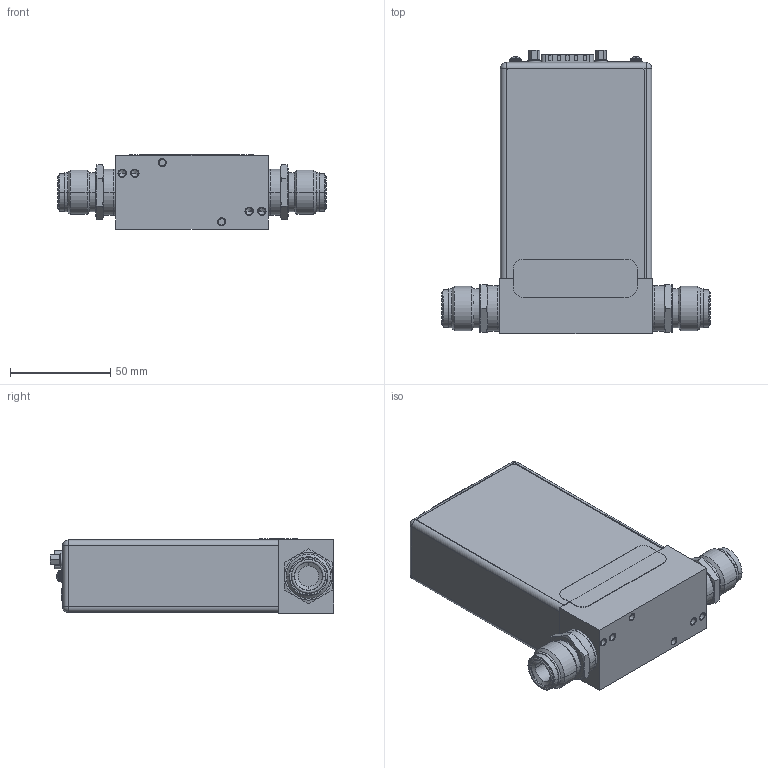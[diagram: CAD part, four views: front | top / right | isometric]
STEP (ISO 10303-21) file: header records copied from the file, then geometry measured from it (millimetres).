
FILE_DESCRIPTION((''),'2;1');
FILE_NAME('GM100A_15-PIN_ANALOG_8VCR_ASM','2016-08-31T',('cockrofm'),(''),'PRO/ENGINEER BY PARAMETRIC TECHNOLOGY CORPORATION, 2016100','PRO/ENGINEER BY PARAMETRIC TECHNOLOGY CORPORATION, 2016100','');
FILE_SCHEMA(('CONFIG_CONTROL_DESIGN'));
Length unit declared in the file: inch
Products named in the file (28): PRT0019; PRT0020; PRT0021; PRT0022; PRT0023; ASM0009_ASM_ASM; 1046431_10-PIN_HEADER_ASM_1_ASM_ASM; 1046651_20-PIN_CONN_ASM_1_ASM_A_ASM; PRT0024; PRT0025; PRT0026; 1046609_CCA_ASSY_ASM_1_ASM_ASM_ASM; ASM0010_ASM; PRT0027; PRT0028; PRT0029; PRT0030; PRT0031; PRT0032; PRT0033; PRT0034; PRT0035; 1054200_100SLM_DUMMY_ASM_1_ASM__ASM; PRT0001; GM100A_15-PIN_4VCR_ASM_ASM_ASM; PRT0004; GM100A_15-PIN_8VCR_ASM_ASM; GM100A_15-PIN_ANALOG_8VCR_ASM
Assembly tree (41 placements, depth 9):
  GM100A_15-PIN_ANALOG_8VCR_ASM
    GM100A_15-PIN_8VCR_ASM_ASM
      GM100A_15-PIN_4VCR_ASM_ASM_ASM
        1054200_100SLM_DUMMY_ASM_1_ASM__ASM
          PRT0019
          PRT0020
          1046609_CCA_ASSY_ASM_1_ASM_ASM_ASM
            PRT0021
            1046651_20-PIN_CONN_ASM_1_ASM_A_ASM
              1046431_10-PIN_HEADER_ASM_1_ASM_ASM  x2
                ASM0009_ASM_ASM
                  PRT0022  x10
                  PRT0023
            PRT0024
            PRT0025
            PRT0026
          ASM0010_ASM
          PRT0027  x2
          PRT0028  x2
          PRT0029  x2
          PRT0030
          PRT0031
          PRT0032
          PRT0033
          PRT0034
          PRT0035
        PRT0001  x2
      PRT0004
Bounding box: 134.11 x 141.83 x 37.08 mm (x, y, z)
Volume: 115424.5 mm3; surface area: 120542 mm2
Topology: 43 solids, 51 shells, 2693 faces, 7206 edges, 4703 vertices
Faces by surface type: plane 1874, cylinder 619, cone 76, extrusion 72, torus 39, sphere 8, bspline 5
Entity records: 42038 total; most frequent: CARTESIAN_POINT 8925, DIRECTION 6751, ORIENTED_EDGE 6656, EDGE_CURVE 3342, VECTOR 2473, LINE 2421, VERTEX_POINT 2174, AXIS2_PLACEMENT_3D 2139
